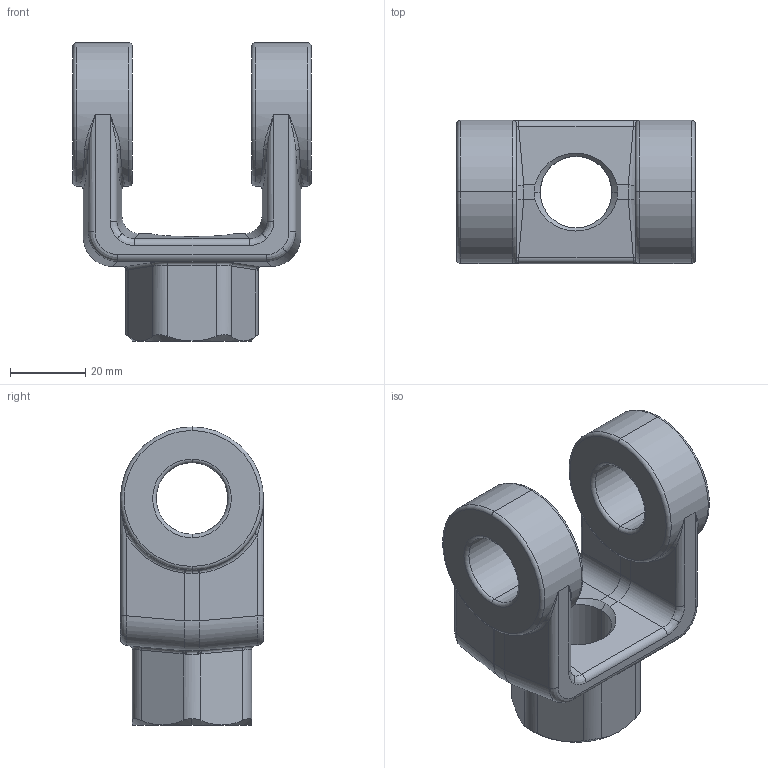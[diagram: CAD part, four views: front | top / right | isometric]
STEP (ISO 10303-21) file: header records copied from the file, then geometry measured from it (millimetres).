
FILE_DESCRIPTION (( 'STEP AP203' ), '1' );
FILE_NAME ('62205K29_NO THREADS_Clevis Rod End for 2 and 2-1-2 Bore Hydraulic Cylinder.STEP', '2023-06-13T16:05:23', ( 'Administrator' ), ( 'Managed by Terraform' ), 'SwSTEP 2.0', 'SolidWorks 2017', '' );
FILE_SCHEMA (( 'CONFIG_CONTROL_DESIGN' ));
Length unit declared in the file: inch
Products named in the file (1): 62205K29_NO THREADS_Clevis Rod End for 2 and 2-1-2 Bore Hydraulic Cylinder
Bounding box: 63.5 x 38.1 x 79.38 mm (x, y, z)
Volume: 63052 mm3; surface area: 18645.7 mm2
Topology: 1 solids, 1 shells, 181 faces, 443 edges, 255 vertices
Faces by surface type: bspline 57, cylinder 55, plane 33, torus 25, cone 11
Entity records: 6598 total; most frequent: CARTESIAN_POINT 2845, ORIENTED_EDGE 870, DIRECTION 690, EDGE_CURVE 435, AXIS2_PLACEMENT_3D 286, VERTEX_POINT 255, EDGE_LOOP 186, ADVANCED_FACE 181
